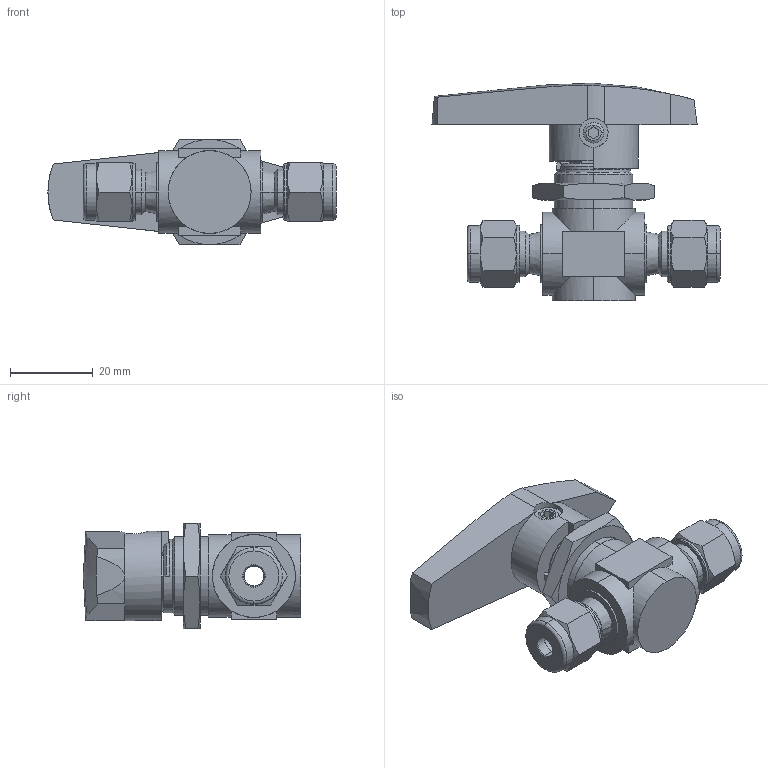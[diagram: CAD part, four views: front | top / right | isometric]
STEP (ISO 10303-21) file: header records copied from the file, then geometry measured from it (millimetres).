
FILE_DESCRIPTION (( 'STEP AP203' ), '1' );
FILE_NAME ('001_VB2SVH-6M S316_0.STEP', '2022-11-25T01:35:29', ( '±è±¤¹Î' ), ( '' ), 'SwSTEP 2.0', 'SolidWorks 2015', '' );
FILE_SCHEMA (( 'CONFIG_CONTROL_DESIGN' ));
Length unit declared in the file: millimetre
Products named in the file (1): 001_VB2SVH-6M S316_0
Bounding box: 69.5 x 52.48 x 25.4 mm (x, y, z)
Volume: 26924.6 mm3; surface area: 16231.1 mm2
Topology: 12 solids, 12 shells, 408 faces, 918 edges, 545 vertices
Faces by surface type: cone 126, cylinder 111, plane 110, torus 57, sphere 4
Entity records: 11864 total; most frequent: CARTESIAN_POINT 2563, DIRECTION 2098, ORIENTED_EDGE 1824, EDGE_CURVE 912, AXIS2_PLACEMENT_3D 881, VERTEX_POINT 541, CIRCLE 472, EDGE_LOOP 445
